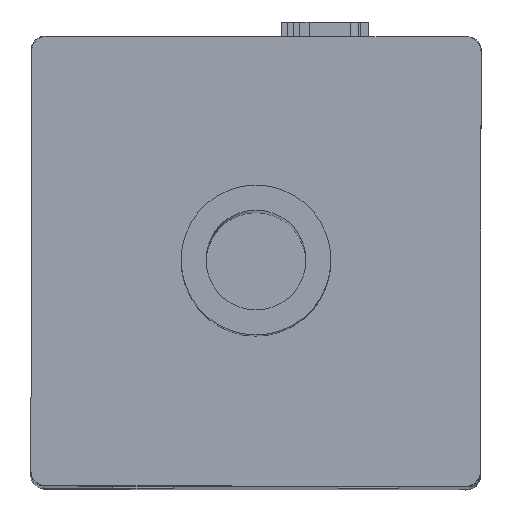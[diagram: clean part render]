
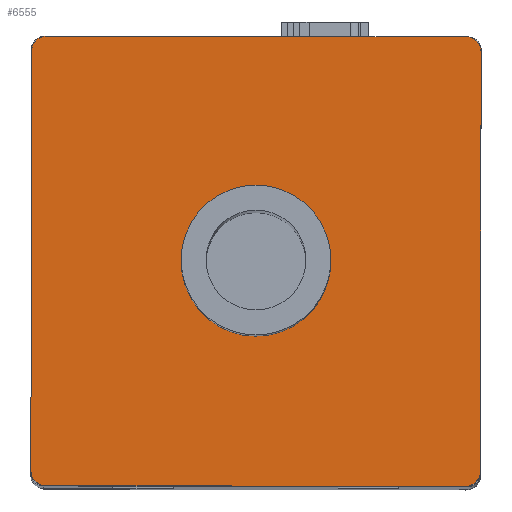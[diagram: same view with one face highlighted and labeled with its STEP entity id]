
A CAD part, top view. The second image highlights one B-rep face of the part: STEP entity #6555.
In plain terms, the highlighted face is planar.
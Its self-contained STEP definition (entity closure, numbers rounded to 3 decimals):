
#250 = CARTESIAN_POINT ( 'NONE',  ( 87., 0., -3. ) ) ;
#1704 = AXIS2_PLACEMENT_3D ( 'NONE', #20193, #31073, #5265 ) ;
#2171 = ORIENTED_EDGE ( 'NONE', *, *, #37911, .T. ) ;
#2528 = CARTESIAN_POINT ( 'NONE',  ( 87., 0., 0. ) ) ;
#2618 = EDGE_CURVE ( 'NONE', #30159, #38359, #33664, .T. ) ;
#2845 = VERTEX_POINT ( 'NONE', #2528 ) ;
#3127 = ORIENTED_EDGE ( 'NONE', *, *, #39831, .F. ) ;
#3176 = AXIS2_PLACEMENT_3D ( 'NONE', #15896, #23122, #27244 ) ;
#3441 = DIRECTION ( 'NONE',  ( 0., 0., -1. ) ) ;
#3543 = CARTESIAN_POINT ( 'NONE',  ( 0., 0., 0. ) ) ;
#4037 = CARTESIAN_POINT ( 'NONE',  ( 87., 0., -87. ) ) ;
#5265 = DIRECTION ( 'NONE',  ( 0., 0., 1. ) ) ;
#5846 = EDGE_CURVE ( 'NONE', #8922, #22372, #44654, .T. ) ;
#6370 = CARTESIAN_POINT ( 'NONE',  ( 90., 0., -3. ) ) ;
#6555 = ADVANCED_FACE ( 'NONE', ( #10881, #44905 ), #36494, .T. ) ;
#7038 = EDGE_CURVE ( 'NONE', #8826, #29287, #33308, .T. ) ;
#7760 = CIRCLE ( 'NONE', #3176, 15. ) ;
#7846 = VERTEX_POINT ( 'NONE', #29637 ) ;
#7956 = DIRECTION ( 'NONE',  ( -1., 0., 0. ) ) ;
#8826 = VERTEX_POINT ( 'NONE', #41645 ) ;
#8922 = VERTEX_POINT ( 'NONE', #25196 ) ;
#9337 = CARTESIAN_POINT ( 'NONE',  ( 90., 0., 0. ) ) ;
#10471 = DIRECTION ( 'NONE',  ( 0., 0., -1. ) ) ;
#10881 = FACE_OUTER_BOUND ( 'NONE', #46717, .T. ) ;
#11222 = DIRECTION ( 'NONE',  ( 0., 0., 1. ) ) ;
#11472 = DIRECTION ( 'NONE',  ( 0., 0., -1. ) ) ;
#11552 = LINE ( 'NONE', #22388, #13833 ) ;
#12484 = CIRCLE ( 'NONE', #23988, 3. ) ;
#12540 = EDGE_CURVE ( 'NONE', #17199, #2845, #38670, .T. ) ;
#12925 = LINE ( 'NONE', #31282, #16523 ) ;
#13019 = CARTESIAN_POINT ( 'NONE',  ( 3., 0., -90. ) ) ;
#13250 = ORIENTED_EDGE ( 'NONE', *, *, #31109, .F. ) ;
#13833 = VECTOR ( 'NONE', #7956, 1000. ) ;
#14226 = ORIENTED_EDGE ( 'NONE', *, *, #44093, .F. ) ;
#14494 = CIRCLE ( 'NONE', #36917, 3. ) ;
#14576 = ORIENTED_EDGE ( 'NONE', *, *, #44469, .T. ) ;
#14698 = DIRECTION ( 'NONE',  ( 0., -1., 0. ) ) ;
#14937 = DIRECTION ( 'NONE',  ( 0., -1., 0. ) ) ;
#15196 = DIRECTION ( 'NONE',  ( 0., -1., 0. ) ) ;
#15255 = VERTEX_POINT ( 'NONE', #13019 ) ;
#15896 = CARTESIAN_POINT ( 'NONE',  ( 45., 0., -45. ) ) ;
#16523 = VECTOR ( 'NONE', #34408, 1000. ) ;
#17199 = VERTEX_POINT ( 'NONE', #6370 ) ;
#20193 = CARTESIAN_POINT ( 'NONE',  ( 45., 0., -45. ) ) ;
#22372 = VERTEX_POINT ( 'NONE', #25395 ) ;
#22388 = CARTESIAN_POINT ( 'NONE',  ( 0., 0., -90. ) ) ;
#23122 = DIRECTION ( 'NONE',  ( 0., 1., 0. ) ) ;
#23762 = LINE ( 'NONE', #9337, #36319 ) ;
#23988 = AXIS2_PLACEMENT_3D ( 'NONE', #39912, #14698, #39672 ) ;
#24240 = ORIENTED_EDGE ( 'NONE', *, *, #7038, .T. ) ;
#24375 = CARTESIAN_POINT ( 'NONE',  ( 45., 0., -30. ) ) ;
#24874 = EDGE_CURVE ( 'NONE', #29287, #8826, #7760, .T. ) ;
#25196 = CARTESIAN_POINT ( 'NONE',  ( 87., 0., -90. ) ) ;
#25395 = CARTESIAN_POINT ( 'NONE',  ( 90., 0., -87. ) ) ;
#25404 = CARTESIAN_POINT ( 'NONE',  ( 3., 0., -3. ) ) ;
#27046 = AXIS2_PLACEMENT_3D ( 'NONE', #250, #14937, #37443 ) ;
#27244 = DIRECTION ( 'NONE',  ( 0., 0., 1. ) ) ;
#27555 = ORIENTED_EDGE ( 'NONE', *, *, #2618, .F. ) ;
#28368 = DIRECTION ( 'NONE',  ( 0., 0., -1. ) ) ;
#28550 = VECTOR ( 'NONE', #11222, 1000. ) ;
#29287 = VERTEX_POINT ( 'NONE', #24375 ) ;
#29637 = CARTESIAN_POINT ( 'NONE',  ( 3., 0., 0. ) ) ;
#30159 = VERTEX_POINT ( 'NONE', #44014 ) ;
#31073 = DIRECTION ( 'NONE',  ( 0., 1., 0. ) ) ;
#31109 = EDGE_CURVE ( 'NONE', #8922, #15255, #11552, .T. ) ;
#31282 = CARTESIAN_POINT ( 'NONE',  ( 0., 0., 0. ) ) ;
#33308 = CIRCLE ( 'NONE', #1704, 15. ) ;
#33664 = LINE ( 'NONE', #3543, #28550 ) ;
#34229 = ORIENTED_EDGE ( 'NONE', *, *, #5846, .T. ) ;
#34408 = DIRECTION ( 'NONE',  ( 1., 0., 0. ) ) ;
#35812 = DIRECTION ( 'NONE',  ( 0., -1., 0. ) ) ;
#36319 = VECTOR ( 'NONE', #28368, 1000. ) ;
#36494 = PLANE ( 'NONE',  #41535 ) ;
#36915 = ORIENTED_EDGE ( 'NONE', *, *, #12540, .T. ) ;
#36917 = AXIS2_PLACEMENT_3D ( 'NONE', #25404, #35812, #10471 ) ;
#36968 = CARTESIAN_POINT ( 'NONE',  ( 0., 0., 0. ) ) ;
#37443 = DIRECTION ( 'NONE',  ( 0., 0., -1. ) ) ;
#37911 = EDGE_CURVE ( 'NONE', #30159, #15255, #12484, .T. ) ;
#38359 = VERTEX_POINT ( 'NONE', #45987 ) ;
#38670 = CIRCLE ( 'NONE', #27046, 3. ) ;
#39672 = DIRECTION ( 'NONE',  ( 0., 0., -1. ) ) ;
#39831 = EDGE_CURVE ( 'NONE', #7846, #2845, #12925, .T. ) ;
#39862 = EDGE_LOOP ( 'NONE', ( #24240, #40620 ) ) ;
#39912 = CARTESIAN_POINT ( 'NONE',  ( 3., 0., -87. ) ) ;
#40620 = ORIENTED_EDGE ( 'NONE', *, *, #24874, .T. ) ;
#40930 = DIRECTION ( 'NONE',  ( 0., -1., 0. ) ) ;
#41535 = AXIS2_PLACEMENT_3D ( 'NONE', #36968, #15196, #3441 ) ;
#41603 = AXIS2_PLACEMENT_3D ( 'NONE', #4037, #40930, #11472 ) ;
#41645 = CARTESIAN_POINT ( 'NONE',  ( 45., 0., -60. ) ) ;
#44014 = CARTESIAN_POINT ( 'NONE',  ( 0., 0., -87. ) ) ;
#44093 = EDGE_CURVE ( 'NONE', #17199, #22372, #23762, .T. ) ;
#44469 = EDGE_CURVE ( 'NONE', #7846, #38359, #14494, .T. ) ;
#44654 = CIRCLE ( 'NONE', #41603, 3. ) ;
#44905 = FACE_BOUND ( 'NONE', #39862, .T. ) ;
#45987 = CARTESIAN_POINT ( 'NONE',  ( 0., 0., -3. ) ) ;
#46717 = EDGE_LOOP ( 'NONE', ( #27555, #2171, #13250, #34229, #14226, #36915, #3127, #14576 ) ) ;
